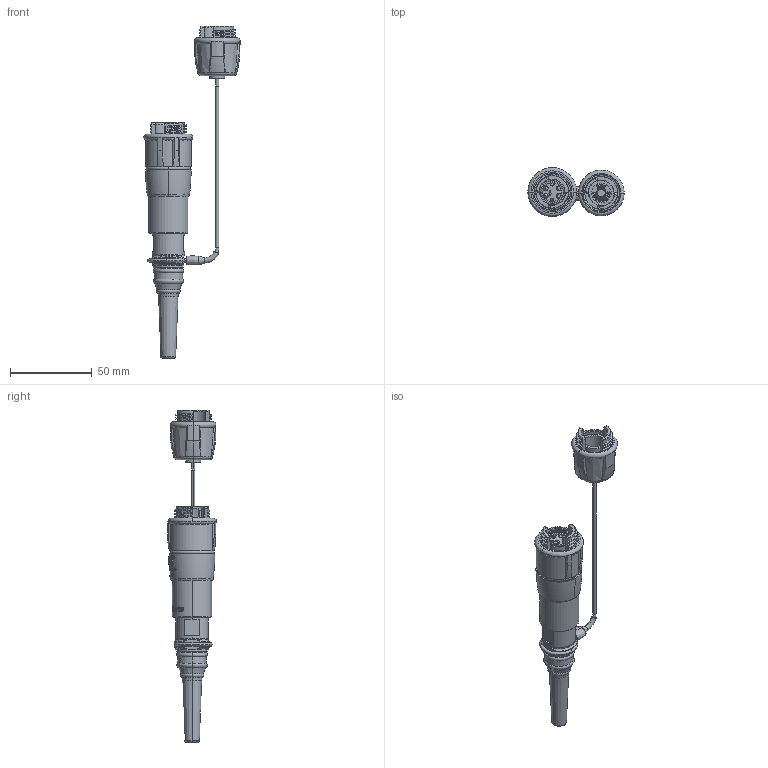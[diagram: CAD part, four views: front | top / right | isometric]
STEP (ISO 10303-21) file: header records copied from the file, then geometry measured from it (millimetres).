
FILE_DESCRIPTION (( 'STEP AP214' ), '1' );
FILE_NAME ('NKO2S_FX_01.STEP', '2023-11-25T19:53:06', ( '' ), ( '' ), 'SwSTEP 2.0', 'SolidWorks 2020', '' );
FILE_SCHEMA (( 'AUTOMOTIVE_DESIGN' ));
Length unit declared in the file: millimetre
Products named in the file (1): NKO2S_FX_01
Bounding box: 59.02 x 29.94 x 203.6 mm (x, y, z)
Volume: 56446.8 mm3; surface area: 23234 mm2
Topology: 3 solids, 7 shells, 2190 faces, 5714 edges, 3379 vertices
Faces by surface type: bspline 1554, plane 316, cylinder 179, torus 84, cone 57
Entity records: 165436 total; most frequent: CARTESIAN_POINT 100749, ORIENTED_EDGE 11412, EDGE_CURVE 5706, B_SPLINE_CURVE_WITH_KNOTS 4241, VERTEX_POINT 3379, DIRECTION 3192, EDGE_LOOP 2511, UNCERTAINTY_MEASURE_WITH_UNIT 2195
